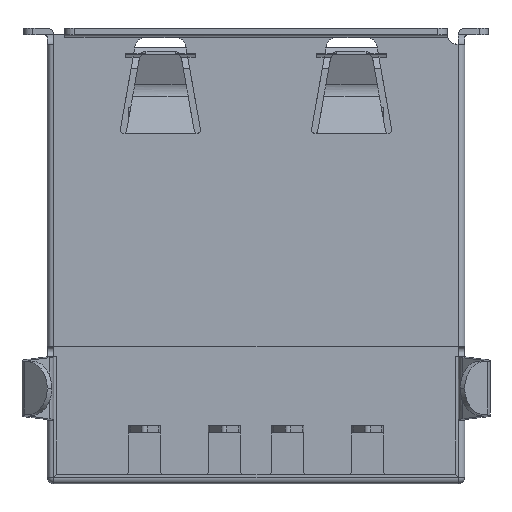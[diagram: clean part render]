
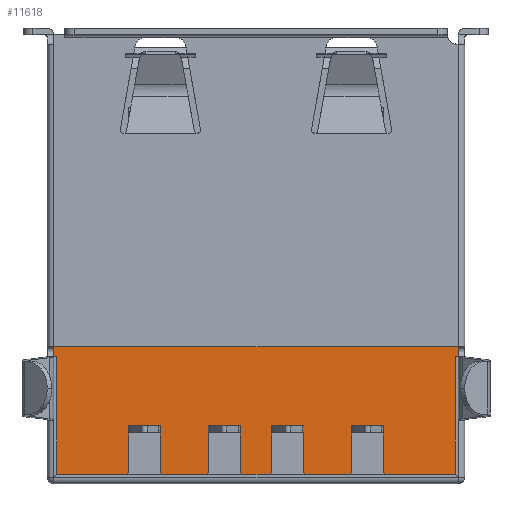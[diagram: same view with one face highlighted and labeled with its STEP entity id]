
A CAD part, front view. The second image highlights one B-rep face of the part: STEP entity #11618.
In plain terms, the highlighted planar face has unit normal (0, -1, 0).
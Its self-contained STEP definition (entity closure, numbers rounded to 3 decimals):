
#9757=CARTESIAN_POINT('',(3.,-3.06,0.148));
#9758=VERTEX_POINT('',#9757);
#9765=CARTESIAN_POINT('',(2.852,-3.06,0.0));
#9766=VERTEX_POINT('',#9765);
#9767=CARTESIAN_POINT('',(2.852,-3.06,0.));
#9768=DIRECTION('',(0.707,0.0,0.707));
#9769=VECTOR('',#9768,0.209);
#9770=LINE('',#9767,#9769);
#9771=EDGE_CURVE('',#9766,#9758,#9770,.T.);
#9797=CARTESIAN_POINT('',(4.148,-3.06,0.0));
#9798=VERTEX_POINT('',#9797);
#9805=CARTESIAN_POINT('',(4.,-3.06,0.148));
#9806=VERTEX_POINT('',#9805);
#9807=CARTESIAN_POINT('',(4.,-3.06,0.148));
#9808=DIRECTION('',(0.707,0.0,-0.707));
#9809=VECTOR('',#9808,0.209);
#9810=LINE('',#9807,#9809);
#9811=EDGE_CURVE('',#9806,#9798,#9810,.T.);
#9837=CARTESIAN_POINT('',(4.,-3.06,1.62));
#9838=VERTEX_POINT('',#9837);
#9845=CARTESIAN_POINT('',(3.,-3.06,1.62));
#9846=VERTEX_POINT('',#9845);
#9847=CARTESIAN_POINT('',(3.,-3.06,1.62));
#9848=DIRECTION('',(1.0,0.0,0.0));
#9849=VECTOR('',#9848,1.);
#9850=LINE('',#9847,#9849);
#9851=EDGE_CURVE('',#9846,#9838,#9850,.T.);
#9877=CARTESIAN_POINT('',(-0.5,-3.06,1.62));
#9878=VERTEX_POINT('',#9877);
#9885=CARTESIAN_POINT('',(-1.5,-3.06,1.62));
#9886=VERTEX_POINT('',#9885);
#9887=CARTESIAN_POINT('',(-1.5,-3.06,1.62));
#9888=DIRECTION('',(1.0,0.0,0.0));
#9889=VECTOR('',#9888,1.);
#9890=LINE('',#9887,#9889);
#9891=EDGE_CURVE('',#9886,#9878,#9890,.T.);
#9917=CARTESIAN_POINT('',(-0.352,-3.06,0.0));
#9918=VERTEX_POINT('',#9917);
#9925=CARTESIAN_POINT('',(-0.5,-3.06,0.148));
#9926=VERTEX_POINT('',#9925);
#9927=CARTESIAN_POINT('',(-0.5,-3.06,0.148));
#9928=DIRECTION('',(0.707,0.0,-0.707));
#9929=VECTOR('',#9928,0.209);
#9930=LINE('',#9927,#9929);
#9931=EDGE_CURVE('',#9926,#9918,#9930,.T.);
#9957=CARTESIAN_POINT('',(-1.5,-3.06,0.148));
#9958=VERTEX_POINT('',#9957);
#9965=CARTESIAN_POINT('',(-1.648,-3.06,0.0));
#9966=VERTEX_POINT('',#9965);
#9967=CARTESIAN_POINT('',(-1.648,-3.06,0.0));
#9968=DIRECTION('',(0.707,0.0,0.707));
#9969=VECTOR('',#9968,0.209);
#9970=LINE('',#9967,#9969);
#9971=EDGE_CURVE('',#9966,#9958,#9970,.T.);
#9997=CARTESIAN_POINT('',(0.5,-3.06,0.148));
#9998=VERTEX_POINT('',#9997);
#10005=CARTESIAN_POINT('',(0.352,-3.06,0.0));
#10006=VERTEX_POINT('',#10005);
#10007=CARTESIAN_POINT('',(0.352,-3.06,0.));
#10008=DIRECTION('',(0.707,0.0,0.707));
#10009=VECTOR('',#10008,0.209);
#10010=LINE('',#10007,#10009);
#10011=EDGE_CURVE('',#10006,#9998,#10010,.T.);
#10037=CARTESIAN_POINT('',(1.648,-3.06,0.0));
#10038=VERTEX_POINT('',#10037);
#10045=CARTESIAN_POINT('',(1.5,-3.06,0.148));
#10046=VERTEX_POINT('',#10045);
#10047=CARTESIAN_POINT('',(1.5,-3.06,0.148));
#10048=DIRECTION('',(0.707,0.0,-0.707));
#10049=VECTOR('',#10048,0.209);
#10050=LINE('',#10047,#10049);
#10051=EDGE_CURVE('',#10046,#10038,#10050,.T.);
#10077=CARTESIAN_POINT('',(1.5,-3.06,1.62));
#10078=VERTEX_POINT('',#10077);
#10085=CARTESIAN_POINT('',(0.5,-3.06,1.62));
#10086=VERTEX_POINT('',#10085);
#10087=CARTESIAN_POINT('',(0.5,-3.06,1.62));
#10088=DIRECTION('',(1.0,0.0,0.0));
#10089=VECTOR('',#10088,1.0);
#10090=LINE('',#10087,#10089);
#10091=EDGE_CURVE('',#10086,#10078,#10090,.T.);
#10117=CARTESIAN_POINT('',(-3.,-3.06,1.62));
#10118=VERTEX_POINT('',#10117);
#10125=CARTESIAN_POINT('',(-4.0,-3.06,1.62));
#10126=VERTEX_POINT('',#10125);
#10127=CARTESIAN_POINT('',(-4.0,-3.06,1.62));
#10128=DIRECTION('',(1.0,0.0,0.0));
#10129=VECTOR('',#10128,1.);
#10130=LINE('',#10127,#10129);
#10131=EDGE_CURVE('',#10126,#10118,#10130,.T.);
#10157=CARTESIAN_POINT('',(-2.852,-3.06,0.0));
#10158=VERTEX_POINT('',#10157);
#10165=CARTESIAN_POINT('',(-3.,-3.06,0.148));
#10166=VERTEX_POINT('',#10165);
#10167=CARTESIAN_POINT('',(-3.,-3.06,0.148));
#10168=DIRECTION('',(0.707,0.0,-0.707));
#10169=VECTOR('',#10168,0.209);
#10170=LINE('',#10167,#10169);
#10171=EDGE_CURVE('',#10166,#10158,#10170,.T.);
#10197=CARTESIAN_POINT('',(-4.,-3.06,0.148));
#10198=VERTEX_POINT('',#10197);
#10205=CARTESIAN_POINT('',(-4.148,-3.06,0.0));
#10206=VERTEX_POINT('',#10205);
#10207=CARTESIAN_POINT('',(-4.148,-3.06,0.0));
#10208=DIRECTION('',(0.707,0.0,0.707));
#10209=VECTOR('',#10208,0.209);
#10210=LINE('',#10207,#10209);
#10211=EDGE_CURVE('',#10206,#10198,#10210,.T.);
#10266=CARTESIAN_POINT('',(3.,-3.06,0.148));
#10267=DIRECTION('',(0.0,0.0,1.0));
#10268=VECTOR('',#10267,1.472);
#10269=LINE('',#10266,#10268);
#10270=EDGE_CURVE('',#9758,#9846,#10269,.T.);
#10382=CARTESIAN_POINT('',(-0.5,-3.06,1.62));
#10383=DIRECTION('',(0.0,0.0,-1.0));
#10384=VECTOR('',#10383,1.472);
#10385=LINE('',#10382,#10384);
#10386=EDGE_CURVE('',#9878,#9926,#10385,.T.);
#10436=CARTESIAN_POINT('',(0.5,-3.06,0.148));
#10437=DIRECTION('',(0.0,0.0,1.0));
#10438=VECTOR('',#10437,1.472);
#10439=LINE('',#10436,#10438);
#10440=EDGE_CURVE('',#9998,#10086,#10439,.T.);
#10485=CARTESIAN_POINT('',(2.852,-3.06,0.0));
#10486=DIRECTION('',(-1.0,0.0,0.0));
#10487=VECTOR('',#10486,1.205);
#10488=LINE('',#10485,#10487);
#10489=EDGE_CURVE('',#9766,#10038,#10488,.T.);
#10494=CARTESIAN_POINT('',(0.352,-3.06,0.0));
#10495=DIRECTION('',(-1.0,0.0,0.0));
#10496=VECTOR('',#10495,0.705);
#10497=LINE('',#10494,#10496);
#10498=EDGE_CURVE('',#10006,#9918,#10497,.T.);
#10503=CARTESIAN_POINT('',(-1.648,-3.06,0.0));
#10504=DIRECTION('',(-1.0,0.0,0.0));
#10505=VECTOR('',#10504,1.205);
#10506=LINE('',#10503,#10505);
#10507=EDGE_CURVE('',#9966,#10158,#10506,.T.);
#10517=CARTESIAN_POINT('',(-6.35,-3.06,0.0));
#10518=VERTEX_POINT('',#10517);
#10519=CARTESIAN_POINT('',(-4.148,-3.06,0.0));
#10520=DIRECTION('',(-1.0,0.0,0.0));
#10521=VECTOR('',#10520,2.202);
#10522=LINE('',#10519,#10521);
#10523=EDGE_CURVE('',#10206,#10518,#10522,.T.);
#10541=CARTESIAN_POINT('',(6.35,-3.06,0.0));
#10542=VERTEX_POINT('',#10541);
#10549=CARTESIAN_POINT('',(6.35,-3.06,0.0));
#10550=DIRECTION('',(-1.0,0.0,0.0));
#10551=VECTOR('',#10550,2.202);
#10552=LINE('',#10549,#10551);
#10553=EDGE_CURVE('',#10542,#9798,#10552,.T.);
#10602=CARTESIAN_POINT('',(-3.,-3.06,1.62));
#10603=DIRECTION('',(0.0,0.0,-1.0));
#10604=VECTOR('',#10603,1.472);
#10605=LINE('',#10602,#10604);
#10606=EDGE_CURVE('',#10118,#10166,#10605,.T.);
#10707=CARTESIAN_POINT('',(1.5,-3.06,1.62));
#10708=DIRECTION('',(0.0,0.0,-1.0));
#10709=VECTOR('',#10708,1.472);
#10710=LINE('',#10707,#10709);
#10711=EDGE_CURVE('',#10078,#10046,#10710,.T.);
#10771=CARTESIAN_POINT('',(-1.5,-3.06,0.148));
#10772=DIRECTION('',(0.0,0.0,1.0));
#10773=VECTOR('',#10772,1.472);
#10774=LINE('',#10771,#10773);
#10775=EDGE_CURVE('',#9958,#9886,#10774,.T.);
#10869=CARTESIAN_POINT('',(4.,-3.06,1.62));
#10870=DIRECTION('',(0.0,0.0,-1.0));
#10871=VECTOR('',#10870,1.472);
#10872=LINE('',#10869,#10871);
#10873=EDGE_CURVE('',#9838,#9806,#10872,.T.);
#10916=CARTESIAN_POINT('',(-4.,-3.06,0.148));
#10917=DIRECTION('',(0.0,0.0,1.0));
#10918=VECTOR('',#10917,1.472);
#10919=LINE('',#10916,#10918);
#10920=EDGE_CURVE('',#10198,#10126,#10919,.T.);
#10969=CARTESIAN_POINT('',(6.35,-3.06,4.12));
#10970=VERTEX_POINT('',#10969);
#10985=CARTESIAN_POINT('',(-6.35,-3.06,4.12));
#10986=VERTEX_POINT('',#10985);
#10993=CARTESIAN_POINT('',(6.35,-3.06,4.12));
#10994=DIRECTION('',(-1.0,0.0,0.0));
#10995=VECTOR('',#10994,12.7);
#10996=LINE('',#10993,#10995);
#10997=EDGE_CURVE('',#10970,#10986,#10996,.T.);
#11562=CARTESIAN_POINT('',(6.35,-3.06,0.0));
#11563=DIRECTION('',(0.0,0.0,1.0));
#11564=VECTOR('',#11563,4.12);
#11565=LINE('',#11562,#11564);
#11566=EDGE_CURVE('',#10542,#10970,#11565,.T.);
#11578=CARTESIAN_POINT('',(6.35,-3.06,0.0));
#11579=DIRECTION('',(0.0,-1.0,0.0));
#11580=DIRECTION('',(0.0,0.0,-1.0));
#11581=AXIS2_PLACEMENT_3D('',#11578,#11579,#11580);
#11582=PLANE('',#11581);
#11583=ORIENTED_EDGE('',*,*,#9811,.T.);
#11584=ORIENTED_EDGE('',*,*,#10553,.F.);
#11585=ORIENTED_EDGE('',*,*,#11566,.T.);
#11586=ORIENTED_EDGE('',*,*,#10997,.T.);
#11587=CARTESIAN_POINT('',(-6.35,-3.06,0.0));
#11588=DIRECTION('',(0.0,0.0,1.0));
#11589=VECTOR('',#11588,4.12);
#11590=LINE('',#11587,#11589);
#11591=EDGE_CURVE('',#10518,#10986,#11590,.T.);
#11592=ORIENTED_EDGE('',*,*,#11591,.F.);
#11593=ORIENTED_EDGE('',*,*,#10523,.F.);
#11594=ORIENTED_EDGE('',*,*,#10211,.T.);
#11595=ORIENTED_EDGE('',*,*,#10920,.T.);
#11596=ORIENTED_EDGE('',*,*,#10131,.T.);
#11597=ORIENTED_EDGE('',*,*,#10606,.T.);
#11598=ORIENTED_EDGE('',*,*,#10171,.T.);
#11599=ORIENTED_EDGE('',*,*,#10507,.F.);
#11600=ORIENTED_EDGE('',*,*,#9971,.T.);
#11601=ORIENTED_EDGE('',*,*,#10775,.T.);
#11602=ORIENTED_EDGE('',*,*,#9891,.T.);
#11603=ORIENTED_EDGE('',*,*,#10386,.T.);
#11604=ORIENTED_EDGE('',*,*,#9931,.T.);
#11605=ORIENTED_EDGE('',*,*,#10498,.F.);
#11606=ORIENTED_EDGE('',*,*,#10011,.T.);
#11607=ORIENTED_EDGE('',*,*,#10440,.T.);
#11608=ORIENTED_EDGE('',*,*,#10091,.T.);
#11609=ORIENTED_EDGE('',*,*,#10711,.T.);
#11610=ORIENTED_EDGE('',*,*,#10051,.T.);
#11611=ORIENTED_EDGE('',*,*,#10489,.F.);
#11612=ORIENTED_EDGE('',*,*,#9771,.T.);
#11613=ORIENTED_EDGE('',*,*,#10270,.T.);
#11614=ORIENTED_EDGE('',*,*,#9851,.T.);
#11615=ORIENTED_EDGE('',*,*,#10873,.T.);
#11616=EDGE_LOOP('',(#11583,#11584,#11585,#11586,#11592,#11593,#11594,#11595,#11596,#11597,#11598,#11599,#11600,#11601,#11602,#11603,#11604,#11605,#11606,#11607,#11608,#11609,#11610,#11611,#11612,#11613,#11614,#11615));
#11617=FACE_OUTER_BOUND('',#11616,.T.);
#11618=ADVANCED_FACE('',(#11617),#11582,.T.);
